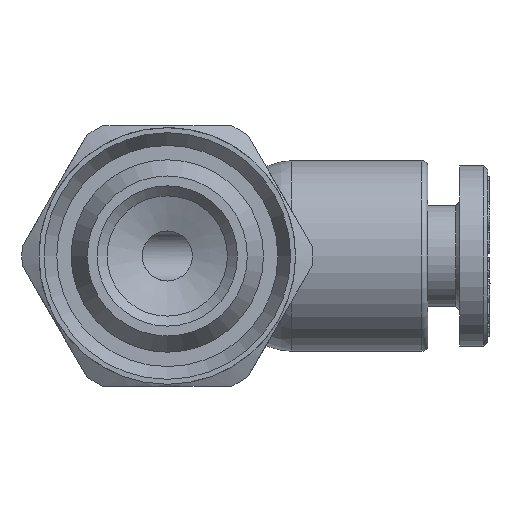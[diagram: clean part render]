
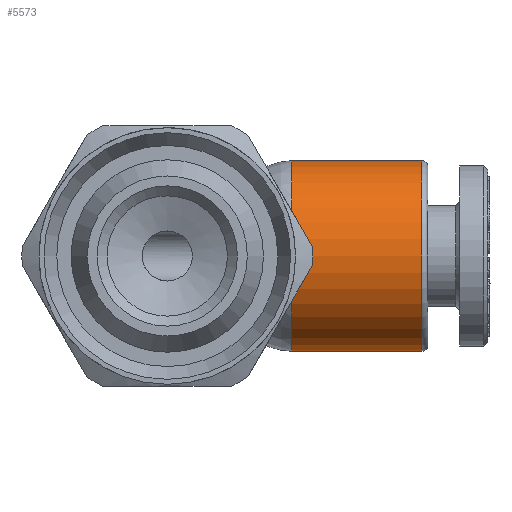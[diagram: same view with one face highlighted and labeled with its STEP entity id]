
A CAD part, front view. The second image highlights one B-rep face of the part: STEP entity #5573.
In plain terms, the highlighted cylindrical face has radius 4.75 mm (diameter 9.5 mm), a full revolution.
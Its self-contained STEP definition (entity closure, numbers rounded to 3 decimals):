
#55=CYLINDRICAL_SURFACE('',#5795,4.75);
#2036=ORIENTED_EDGE('',*,*,#2604,.T.);
#2037=ORIENTED_EDGE('',*,*,#2605,.T.);
#2604=EDGE_CURVE('',#2979,#2979,#3043,.T.);
#2605=EDGE_CURVE('',#2980,#2980,#3044,.T.);
#2979=VERTEX_POINT('',#11977);
#2980=VERTEX_POINT('',#11979);
#3043=CIRCLE('',#5796,4.75);
#3044=CIRCLE('',#5797,4.75);
#3313=EDGE_LOOP('',(#2036));
#3314=EDGE_LOOP('',(#2037));
#3597=FACE_BOUND('',#3313,.T.);
#3598=FACE_BOUND('',#3314,.T.);
#5573=ADVANCED_FACE('',(#3597,#3598),#55,.T.);
#5795=AXIS2_PLACEMENT_3D('',#11975,#6552,#6553);
#5796=AXIS2_PLACEMENT_3D('',#11976,#6554,#6555);
#5797=AXIS2_PLACEMENT_3D('',#11978,#6556,#6557);
#6552=DIRECTION('',(-1.,0.,0.));
#6553=DIRECTION('',(0.,0.,1.));
#6554=DIRECTION('',(1.,0.,0.));
#6555=DIRECTION('',(0.,0.,-1.));
#6556=DIRECTION('',(-1.,0.,0.));
#6557=DIRECTION('',(0.,0.,1.));
#11975=CARTESIAN_POINT('',(-3.45,0.,0.));
#11976=CARTESIAN_POINT('',(6.202,0.,0.));
#11977=CARTESIAN_POINT('',(6.202,0.,-4.75));
#11978=CARTESIAN_POINT('',(12.7,0.,0.));
#11979=CARTESIAN_POINT('',(12.7,0.,4.75));
